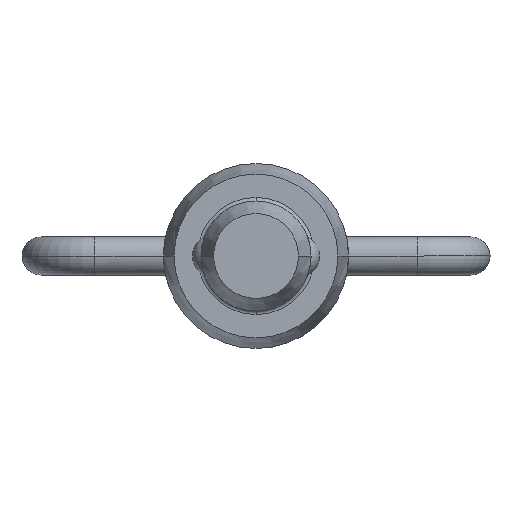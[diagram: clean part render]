
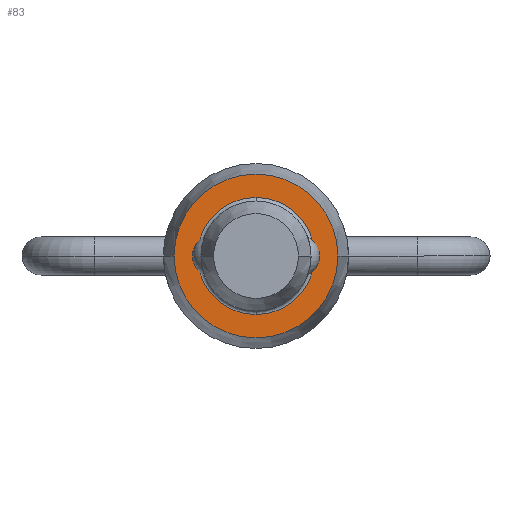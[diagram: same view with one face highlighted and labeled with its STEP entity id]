
A CAD part, front view. The second image highlights one B-rep face of the part: STEP entity #83.
In plain terms, the highlighted planar face has unit normal (0, -1, 0).
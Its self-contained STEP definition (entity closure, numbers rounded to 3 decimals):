
#83=ADVANCED_FACE('',(#193,#194),#195,.T.);
#193=FACE_OUTER_BOUND('',#326,.T.);
#194=FACE_BOUND('',#327,.T.);
#195=PLANE('',#328);
#326=EDGE_LOOP('',(#500,#501));
#327=EDGE_LOOP('',(#502,#503,#504));
#328=AXIS2_PLACEMENT_3D('',#505,#506,#507);
#500=ORIENTED_EDGE('',*,*,#833,.T.);
#501=ORIENTED_EDGE('',*,*,#807,.T.);
#502=ORIENTED_EDGE('',*,*,#835,.T.);
#503=ORIENTED_EDGE('',*,*,#799,.T.);
#504=ORIENTED_EDGE('',*,*,#836,.T.);
#505=CARTESIAN_POINT('',(-4.355,0.0,0.0));
#506=DIRECTION('',(0.,-1.0,0.0));
#507=DIRECTION('',(1.0,0.,0.0));
#799=EDGE_CURVE('',#942,#948,#950,.T.);
#807=EDGE_CURVE('',#964,#961,#965,.T.);
#833=EDGE_CURVE('',#961,#964,#1007,.T.);
#835=EDGE_CURVE('',#1009,#942,#1010,.T.);
#836=EDGE_CURVE('',#948,#1009,#1011,.T.);
#942=VERTEX_POINT('',#1147);
#948=VERTEX_POINT('',#1153);
#950=CIRCLE('',#1155,3.375);
#961=VERTEX_POINT('',#1168);
#964=VERTEX_POINT('',#1172);
#965=CIRCLE('',#1173,4.722);
#1007=CIRCLE('',#1236,4.722);
#1009=VERTEX_POINT('',#1238);
#1010=CIRCLE('',#1239,3.375);
#1011=CIRCLE('',#1240,3.375);
#1147=CARTESIAN_POINT('',(0.,0.,3.375));
#1153=CARTESIAN_POINT('',(0.,0.,-3.375));
#1155=AXIS2_PLACEMENT_3D('',#1565,#1566,#1567);
#1168=CARTESIAN_POINT('',(-4.722,0.0,0.0));
#1172=CARTESIAN_POINT('',(4.722,0.,0.));
#1173=AXIS2_PLACEMENT_3D('',#1577,#1578,#1579);
#1236=AXIS2_PLACEMENT_3D('',#1628,#1629,#1630);
#1238=CARTESIAN_POINT('',(-3.375,0.0,0.0));
#1239=AXIS2_PLACEMENT_3D('',#1631,#1632,#1633);
#1240=AXIS2_PLACEMENT_3D('',#1634,#1635,#1636);
#1565=CARTESIAN_POINT('',(0.,0.0,0.0));
#1566=DIRECTION('',(0.,1.0,0.0));
#1567=DIRECTION('',(-1.0,0.,0.0));
#1577=CARTESIAN_POINT('',(0.,0.0,0.));
#1578=DIRECTION('',(0.,-1.0,0.0));
#1579=DIRECTION('',(-1.0,0.,0.0));
#1628=CARTESIAN_POINT('',(0.,0.0,0.));
#1629=DIRECTION('',(0.,-1.0,0.0));
#1630=DIRECTION('',(-1.0,0.,0.0));
#1631=CARTESIAN_POINT('',(0.,0.0,0.0));
#1632=DIRECTION('',(0.,1.0,0.0));
#1633=DIRECTION('',(-1.0,0.,0.0));
#1634=CARTESIAN_POINT('',(0.,0.0,0.0));
#1635=DIRECTION('',(0.,1.0,0.0));
#1636=DIRECTION('',(-1.0,0.,0.0));
